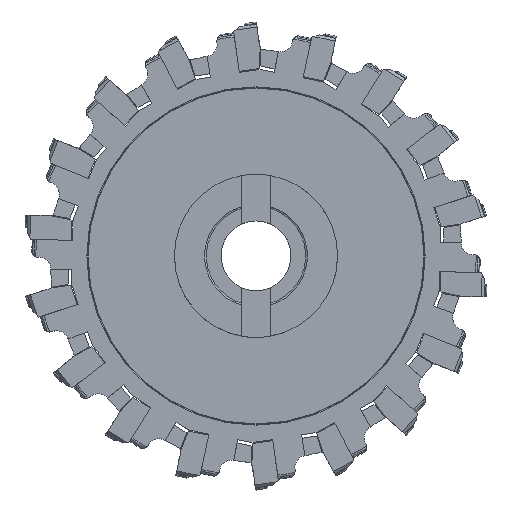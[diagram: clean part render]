
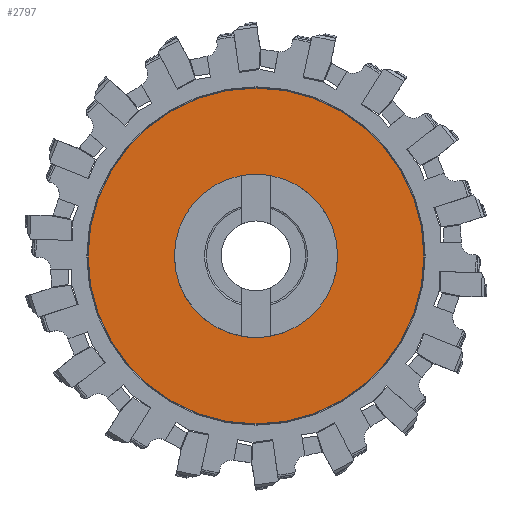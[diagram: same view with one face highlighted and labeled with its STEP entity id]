
A CAD part, top view. The second image highlights one B-rep face of the part: STEP entity #2797.
In plain terms, the highlighted planar face has unit normal (0, 0, 1).
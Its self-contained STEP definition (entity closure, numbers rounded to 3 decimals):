
#1082=FACE_BOUND('',#5744,.T.);
#1083=FACE_BOUND('',#5745,.T.);
#1824=CIRCLE('',#24517,91.485);
#1825=CIRCLE('',#24519,44.45);
#2797=ADVANCED_FACE('',(#1082,#1083),#3564,.T.);
#3564=PLANE('',#24520);
#5744=EDGE_LOOP('',(#11772));
#5745=EDGE_LOOP('',(#11773));
#11772=ORIENTED_EDGE('',*,*,#18834,.T.);
#11773=ORIENTED_EDGE('',*,*,#18833,.F.);
#15767=VERTEX_POINT('',#70724);
#15768=VERTEX_POINT('',#70727);
#18833=EDGE_CURVE('',#15767,#15767,#1824,.T.);
#18834=EDGE_CURVE('',#15768,#15768,#1825,.T.);
#24517=AXIS2_PLACEMENT_3D('',#70723,#29007,#29008);
#24519=AXIS2_PLACEMENT_3D('',#70726,#29011,#29012);
#24520=AXIS2_PLACEMENT_3D('',#70728,#29013,#29014);
#29007=DIRECTION('',(0.,0.,-1.));
#29008=DIRECTION('',(0.,-1.,0.));
#29011=DIRECTION('',(0.,0.,-1.));
#29012=DIRECTION('',(0.,1.,0.));
#29013=DIRECTION('',(0.,0.,1.));
#29014=DIRECTION('',(0.,1.,0.));
#70723=CARTESIAN_POINT('',(0.,0.,-39.445));
#70724=CARTESIAN_POINT('',(0.,-91.485,-39.445));
#70726=CARTESIAN_POINT('',(0.,0.,-39.445));
#70727=CARTESIAN_POINT('',(0.,44.45,-39.445));
#70728=CARTESIAN_POINT('',(-91.485,0.,-39.445));
